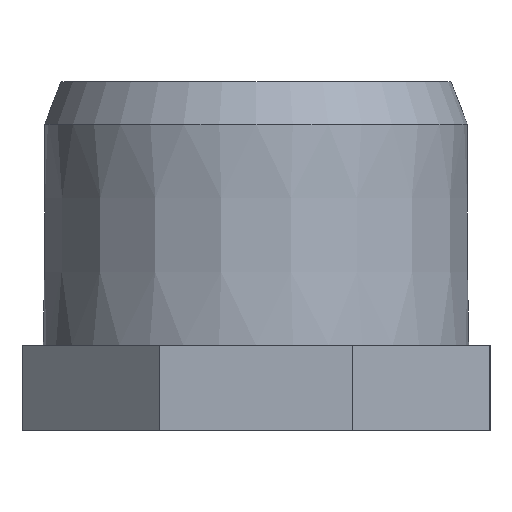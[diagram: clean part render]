
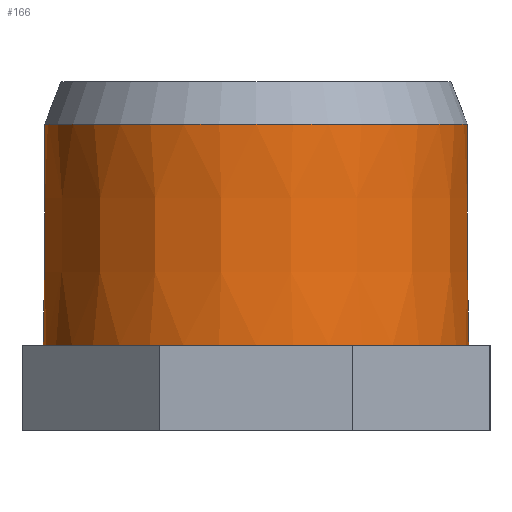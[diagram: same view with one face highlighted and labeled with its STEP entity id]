
A CAD part, left-side view. The second image highlights one B-rep face of the part: STEP entity #166.
In plain terms, the highlighted conical face has half-angle 0.37 degrees and reference radius 24.8 mm.
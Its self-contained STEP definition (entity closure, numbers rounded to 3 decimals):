
#65=CONICAL_SURFACE('',#865,24.8,0.37);
#166=ADVANCED_FACE('',(#297,#298),#65,.T.);
#297=FACE_BOUND('',#336,.T.);
#298=FACE_BOUND('',#337,.T.);
#336=EDGE_LOOP('',(#472));
#337=EDGE_LOOP('',(#473));
#472=ORIENTED_EDGE('',*,*,#732,.F.);
#473=ORIENTED_EDGE('',*,*,#748,.T.);
#642=VERTEX_POINT('',#1754);
#652=VERTEX_POINT('',#3506);
#732=EDGE_CURVE('',#642,#642,#799,.T.);
#748=EDGE_CURVE('',#652,#652,#804,.T.);
#799=CIRCLE('',#854,24.832);
#804=CIRCLE('',#863,25.);
#854=AXIS2_PLACEMENT_3D('',#1753,#1008,#1009);
#863=AXIS2_PLACEMENT_3D('',#3505,#1031,#1032);
#865=AXIS2_PLACEMENT_3D('',#3508,#1035,#1036);
#1008=DIRECTION('',(0.,0.,1.));
#1009=DIRECTION('',(1.,0.,0.));
#1031=DIRECTION('',(0.,0.,1.));
#1032=DIRECTION('',(1.,0.,0.));
#1035=DIRECTION('',(0.,0.,-1.));
#1036=DIRECTION('',(-1.,0.,0.));
#1753=CARTESIAN_POINT('',(152.,0.,26.));
#1754=CARTESIAN_POINT('',(176.832,0.,26.));
#3505=CARTESIAN_POINT('',(152.,0.,0.));
#3506=CARTESIAN_POINT('',(177.,0.,0.));
#3508=CARTESIAN_POINT('',(152.,0.,31.));
